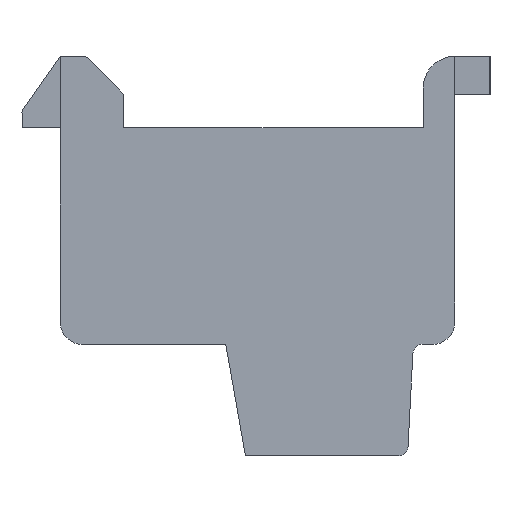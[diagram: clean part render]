
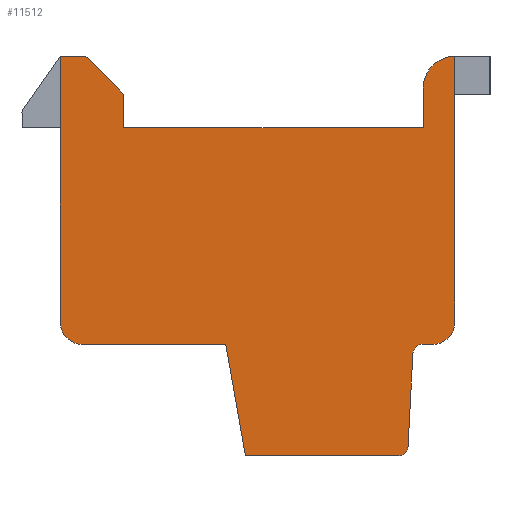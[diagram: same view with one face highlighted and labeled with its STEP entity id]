
A CAD part, left-side view. The second image highlights one B-rep face of the part: STEP entity #11512.
In plain terms, the highlighted planar face has unit normal (-1, 0, 0).
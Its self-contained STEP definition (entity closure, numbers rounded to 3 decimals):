
#1=CARTESIAN_POINT('',(0.,-5.55,-2.075));
#2=DIRECTION('',(1.,0.,0.));
#3=DIRECTION('',(0.,-1.,0.));
#4=AXIS2_PLACEMENT_3D('',#1,#2,#3);
#6=DIRECTION('',(0.,1.,0.));
#7=VECTOR('',#6,0.323);
#8=CARTESIAN_POINT('',(0.,-5.55,-2.775));
#9=LINE('',#8,#7);
#10=CARTESIAN_POINT('',(0.,-5.227,-3.075));
#11=DIRECTION('',(-1.,0.,0.));
#12=DIRECTION('',(0.,0.,1.));
#13=AXIS2_PLACEMENT_3D('',#10,#11,#12);
#15=DIRECTION('',(0.,0.052,-0.999));
#16=VECTOR('',#15,2.904);
#17=CARTESIAN_POINT('',(0.,-4.927,-3.075));
#18=LINE('',#17,#16);
#19=CARTESIAN_POINT('',(0.,-4.475,-5.975));
#20=DIRECTION('',(1.,0.,0.));
#21=DIRECTION('',(0.,-1.,0.));
#22=AXIS2_PLACEMENT_3D('',#19,#20,#21);
#24=DIRECTION('',(0.,1.,0.));
#25=VECTOR('',#24,4.808);
#26=CARTESIAN_POINT('',(0.,-4.475,-6.275));
#27=LINE('',#26,#25);
#28=DIRECTION('',(0.,0.174,0.985));
#29=VECTOR('',#28,3.554);
#30=CARTESIAN_POINT('',(0.,0.333,-6.275));
#31=LINE('',#30,#29);
#32=DIRECTION('',(0.,1.,0.));
#33=VECTOR('',#32,4.5);
#34=CARTESIAN_POINT('',(0.,0.95,-2.775));
#35=LINE('',#34,#33);
#36=CARTESIAN_POINT('',(0.,5.45,-2.075));
#37=DIRECTION('',(1.,0.,0.));
#38=DIRECTION('',(0.,0.,-1.));
#39=AXIS2_PLACEMENT_3D('',#36,#37,#38);
#41=CARTESIAN_POINT('',(0.,6.072,6.125));
#42=DIRECTION('',(1.,0.,0.));
#43=DIRECTION('',(0.,0.521,0.854));
#44=AXIS2_PLACEMENT_3D('',#41,#42,#43);
#46=DIRECTION('',(0.,-1.,0.));
#47=VECTOR('',#46,0.66);
#48=CARTESIAN_POINT('',(0.,6.072,6.275));
#49=LINE('',#48,#47);
#50=CARTESIAN_POINT('',(0.,5.412,6.125));
#51=DIRECTION('',(1.,0.,0.));
#52=DIRECTION('',(0.,0.,1.));
#53=AXIS2_PLACEMENT_3D('',#50,#51,#52);
#55=DIRECTION('',(0.,-0.707,-0.707));
#56=VECTOR('',#55,1.573);
#57=CARTESIAN_POINT('',(0.,5.306,6.231));
#58=LINE('',#57,#56);
#59=CARTESIAN_POINT('',(0.,4.3,5.013));
#60=DIRECTION('',(1.,0.,0.));
#61=DIRECTION('',(0.,-0.707,0.707));
#62=AXIS2_PLACEMENT_3D('',#59,#60,#61);
#64=DIRECTION('',(0.,0.,-1.));
#65=VECTOR('',#64,0.988);
#66=CARTESIAN_POINT('',(0.,4.15,5.013));
#67=LINE('',#66,#65);
#68=DIRECTION('',(0.,-1.,0.));
#69=VECTOR('',#68,9.4);
#70=CARTESIAN_POINT('',(0.,4.15,4.025));
#71=LINE('',#70,#69);
#72=DIRECTION('',(0.,0.,1.));
#73=VECTOR('',#72,1.25);
#74=CARTESIAN_POINT('',(0.,-5.25,4.025));
#75=LINE('',#74,#73);
#76=CARTESIAN_POINT('',(0.,-6.25,5.275));
#77=DIRECTION('',(1.,0.,0.));
#78=DIRECTION('',(0.,1.,0.));
#79=AXIS2_PLACEMENT_3D('',#76,#77,#78);
#305=DIRECTION('',(0.,0.,1.));
#306=VECTOR('',#305,8.35);
#307=CARTESIAN_POINT('',(0.,-6.25,-2.075));
#308=LINE('',#307,#306);
#5269=DIRECTION('',(0.,0.,-1.));
#5270=VECTOR('',#5269,8.328);
#5271=CARTESIAN_POINT('',(0.,6.15,6.253));
#5272=LINE('',#5271,#5270);
#8737=CARTESIAN_POINT('',(0.,6.072,6.275));
#8738=CARTESIAN_POINT('',(0.,5.412,6.275));
#8739=VERTEX_POINT('',#8737);
#8740=VERTEX_POINT('',#8738);
#8741=CARTESIAN_POINT('',(0.,5.306,6.231));
#8742=VERTEX_POINT('',#8741);
#8743=CARTESIAN_POINT('',(0.,4.194,5.119));
#8744=VERTEX_POINT('',#8743);
#8745=CARTESIAN_POINT('',(0.,4.15,5.013));
#8746=VERTEX_POINT('',#8745);
#8747=CARTESIAN_POINT('',(0.,4.15,4.025));
#8748=VERTEX_POINT('',#8747);
#8749=CARTESIAN_POINT('',(0.,-5.25,4.025));
#8750=VERTEX_POINT('',#8749);
#8751=CARTESIAN_POINT('',(0.,-5.25,5.275));
#8752=VERTEX_POINT('',#8751);
#8753=CARTESIAN_POINT('',(0.,-6.25,-2.075));
#8754=CARTESIAN_POINT('',(0.,-5.55,-2.775));
#8755=VERTEX_POINT('',#8753);
#8756=VERTEX_POINT('',#8754);
#8757=CARTESIAN_POINT('',(0.,-5.227,-2.775));
#8758=VERTEX_POINT('',#8757);
#8759=CARTESIAN_POINT('',(0.,-4.927,-3.075));
#8760=VERTEX_POINT('',#8759);
#8761=CARTESIAN_POINT('',(0.,-4.775,-5.975));
#8762=VERTEX_POINT('',#8761);
#8763=CARTESIAN_POINT('',(0.,-4.475,-6.275));
#8764=VERTEX_POINT('',#8763);
#8765=CARTESIAN_POINT('',(0.,0.333,-6.275));
#8766=VERTEX_POINT('',#8765);
#8767=CARTESIAN_POINT('',(0.,0.95,-2.775));
#8768=VERTEX_POINT('',#8767);
#8769=CARTESIAN_POINT('',(0.,5.45,-2.775));
#8770=VERTEX_POINT('',#8769);
#8771=CARTESIAN_POINT('',(0.,6.15,-2.075));
#8772=VERTEX_POINT('',#8771);
#9757=CARTESIAN_POINT('',(0.,6.15,6.253));
#9758=VERTEX_POINT('',#9757);
#9761=CARTESIAN_POINT('',(0.,-6.25,6.275));
#9762=VERTEX_POINT('',#9761);
#11465=CARTESIAN_POINT('',(0.,0.,0.));
#11466=DIRECTION('',(1.,0.,0.));
#11467=DIRECTION('',(0.,-1.,0.));
#11468=AXIS2_PLACEMENT_3D('',#11465,#11466,#11467);
#11469=PLANE('',#11468);
#11471=ORIENTED_EDGE('',*,*,#11470,.F.);
#11473=ORIENTED_EDGE('',*,*,#11472,.T.);
#11475=ORIENTED_EDGE('',*,*,#11474,.T.);
#11477=ORIENTED_EDGE('',*,*,#11476,.T.);
#11479=ORIENTED_EDGE('',*,*,#11478,.T.);
#11481=ORIENTED_EDGE('',*,*,#11480,.T.);
#11483=ORIENTED_EDGE('',*,*,#11482,.T.);
#11485=ORIENTED_EDGE('',*,*,#11484,.T.);
#11487=ORIENTED_EDGE('',*,*,#11486,.T.);
#11489=ORIENTED_EDGE('',*,*,#11488,.T.);
#11491=ORIENTED_EDGE('',*,*,#11490,.F.);
#11493=ORIENTED_EDGE('',*,*,#11492,.T.);
#11495=ORIENTED_EDGE('',*,*,#11494,.T.);
#11497=ORIENTED_EDGE('',*,*,#11496,.T.);
#11499=ORIENTED_EDGE('',*,*,#11498,.T.);
#11501=ORIENTED_EDGE('',*,*,#11500,.T.);
#11503=ORIENTED_EDGE('',*,*,#11502,.T.);
#11505=ORIENTED_EDGE('',*,*,#11504,.T.);
#11507=ORIENTED_EDGE('',*,*,#11506,.T.);
#11509=ORIENTED_EDGE('',*,*,#11508,.T.);
#11510=EDGE_LOOP('',(#11471,#11473,#11475,#11477,#11479,#11481,#11483,#11485,
#11487,#11489,#11491,#11493,#11495,#11497,#11499,#11501,#11503,#11505,#11507,
#11509));
#11511=FACE_OUTER_BOUND('',#11510,.F.);
#11512=ADVANCED_FACE('',(#11511),#11469,.F.);
#5=CIRCLE('',#4,0.7);
#14=CIRCLE('',#13,0.3);
#23=CIRCLE('',#22,0.3);
#40=CIRCLE('',#39,0.7);
#45=CIRCLE('',#44,0.15);
#54=CIRCLE('',#53,0.15);
#63=CIRCLE('',#62,0.15);
#80=CIRCLE('',#79,1.);
#11470=EDGE_CURVE('',#8755,#9762,#308,.T.);
#11472=EDGE_CURVE('',#8755,#8756,#5,.T.);
#11474=EDGE_CURVE('',#8756,#8758,#9,.T.);
#11476=EDGE_CURVE('',#8758,#8760,#14,.T.);
#11478=EDGE_CURVE('',#8760,#8762,#18,.T.);
#11480=EDGE_CURVE('',#8762,#8764,#23,.T.);
#11482=EDGE_CURVE('',#8764,#8766,#27,.T.);
#11484=EDGE_CURVE('',#8766,#8768,#31,.T.);
#11486=EDGE_CURVE('',#8768,#8770,#35,.T.);
#11488=EDGE_CURVE('',#8770,#8772,#40,.T.);
#11490=EDGE_CURVE('',#9758,#8772,#5272,.T.);
#11492=EDGE_CURVE('',#9758,#8739,#45,.T.);
#11494=EDGE_CURVE('',#8739,#8740,#49,.T.);
#11496=EDGE_CURVE('',#8740,#8742,#54,.T.);
#11498=EDGE_CURVE('',#8742,#8744,#58,.T.);
#11500=EDGE_CURVE('',#8744,#8746,#63,.T.);
#11502=EDGE_CURVE('',#8746,#8748,#67,.T.);
#11504=EDGE_CURVE('',#8748,#8750,#71,.T.);
#11506=EDGE_CURVE('',#8750,#8752,#75,.T.);
#11508=EDGE_CURVE('',#8752,#9762,#80,.T.);
